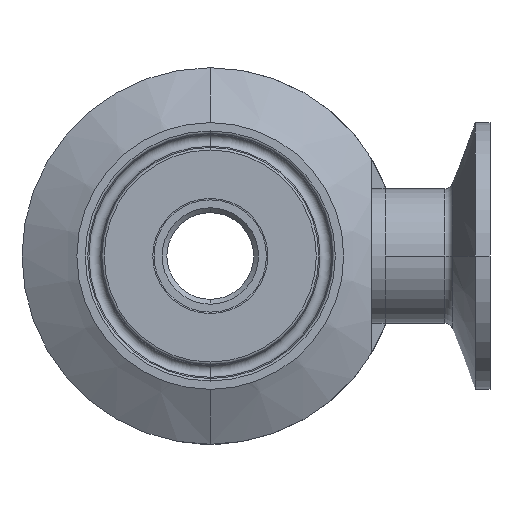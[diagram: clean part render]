
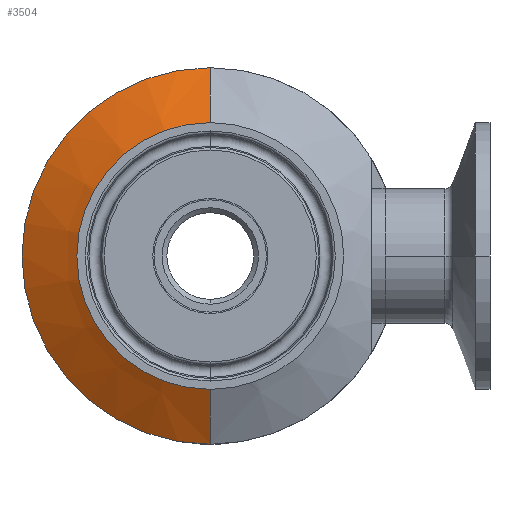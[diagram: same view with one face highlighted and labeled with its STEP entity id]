
A CAD part, front view. The second image highlights one B-rep face of the part: STEP entity #3504.
In plain terms, the highlighted conical face has half-angle 60 degrees and reference radius 35.56 mm.
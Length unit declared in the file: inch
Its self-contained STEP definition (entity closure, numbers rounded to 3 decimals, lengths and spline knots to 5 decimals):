
#138 = LINE ( 'NONE', #2443, #701 ) ;
#149 = VERTEX_POINT ( 'NONE', #5001 ) ;
#152 = DIRECTION ( 'NONE',  ( 0., -1., 0. ) ) ;
#173 = AXIS2_PLACEMENT_3D ( 'NONE', #277, #2385, #5844 ) ;
#191 = CARTESIAN_POINT ( 'NONE',  ( 0., 1.06647, 0. ) ) ;
#277 = CARTESIAN_POINT ( 'NONE',  ( 0., 0.6935, 0. ) ) ;
#312 = DIRECTION ( 'NONE',  ( 0., 1., 0. ) ) ;
#392 = EDGE_CURVE ( 'NONE', #4224, #1536, #5537, .T. ) ;
#453 = EDGE_CURVE ( 'NONE', #4461, #1536, #4757, .T. ) ;
#701 = VECTOR ( 'NONE', #3944, 39.37008 ) ;
#1178 = DIRECTION ( 'NONE',  ( 0., 0., -1. ) ) ;
#1536 = VERTEX_POINT ( 'NONE', #4313 ) ;
#2207 = ORIENTED_EDGE ( 'NONE', *, *, #4933, .F. ) ;
#2385 = DIRECTION ( 'NONE',  ( 0., -1., 0. ) ) ;
#2443 = CARTESIAN_POINT ( 'NONE',  ( 0., 1.06647, 1.4 ) ) ;
#2850 = EDGE_CURVE ( 'NONE', #149, #4461, #138, .T. ) ;
#2870 = VECTOR ( 'NONE', #6112, 39.37008 ) ;
#3474 = ORIENTED_EDGE ( 'NONE', *, *, #392, .F. ) ;
#3504 = ADVANCED_FACE ( 'NONE', ( #5751 ), #4327, .T. ) ;
#3519 = CARTESIAN_POINT ( 'NONE',  ( 0., 1.06647, 1.4 ) ) ;
#3851 = AXIS2_PLACEMENT_3D ( 'NONE', #191, #312, #5391 ) ;
#3944 = DIRECTION ( 'NONE',  ( 0., 0.5, 0.866 ) ) ;
#4137 = CIRCLE ( 'NONE', #173, 0.754 ) ;
#4224 = VERTEX_POINT ( 'NONE', #5429 ) ;
#4313 = CARTESIAN_POINT ( 'NONE',  ( 0., 1.06647, -1.4 ) ) ;
#4327 = CONICAL_SURFACE ( 'NONE', #3851, 1.4, 1.047 ) ;
#4461 = VERTEX_POINT ( 'NONE', #3519 ) ;
#4515 = CARTESIAN_POINT ( 'NONE',  ( 0., 1.06647, -1.4 ) ) ;
#4662 = ORIENTED_EDGE ( 'NONE', *, *, #453, .T. ) ;
#4757 = CIRCLE ( 'NONE', #4947, 1.4 ) ;
#4933 = EDGE_CURVE ( 'NONE', #149, #4224, #4137, .T. ) ;
#4947 = AXIS2_PLACEMENT_3D ( 'NONE', #5196, #152, #1178 ) ;
#5001 = CARTESIAN_POINT ( 'NONE',  ( 0., 0.6935, 0.754 ) ) ;
#5196 = CARTESIAN_POINT ( 'NONE',  ( 0., 1.06647, 0. ) ) ;
#5227 = ORIENTED_EDGE ( 'NONE', *, *, #2850, .T. ) ;
#5391 = DIRECTION ( 'NONE',  ( 0., 0., 1. ) ) ;
#5429 = CARTESIAN_POINT ( 'NONE',  ( 0., 0.6935, -0.754 ) ) ;
#5537 = LINE ( 'NONE', #4515, #2870 ) ;
#5751 = FACE_OUTER_BOUND ( 'NONE', #6243, .T. ) ;
#5844 = DIRECTION ( 'NONE',  ( 0., 0., -1. ) ) ;
#6112 = DIRECTION ( 'NONE',  ( 0., 0.5, -0.866 ) ) ;
#6243 = EDGE_LOOP ( 'NONE', ( #3474, #2207, #5227, #4662 ) ) ;
